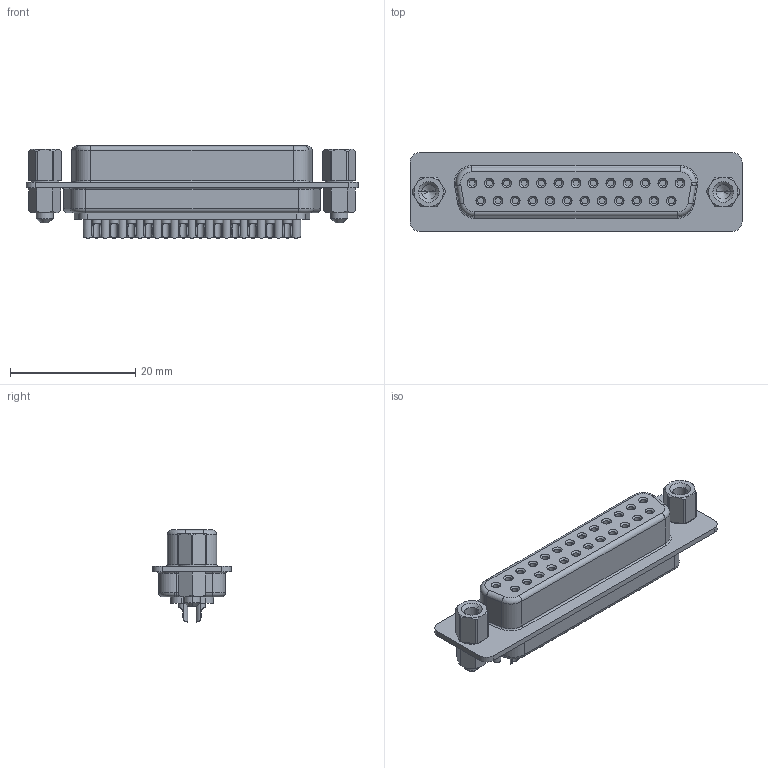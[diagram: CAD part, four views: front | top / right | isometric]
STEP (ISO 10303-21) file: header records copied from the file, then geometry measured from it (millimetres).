
FILE_DESCRIPTION (( 'STEP AP214' ), '1' );
FILE_NAME ('K85X-BA-25S-KJ_rA2.STEP', '2013-03-22T19:00:50', ( 'Daniel' ), ( 'Microsoft' ), 'SwSTEP 2.0', 'SolidWorks 2012', '' );
FILE_SCHEMA (( 'AUTOMOTIVE_DESIGN' ));
Length unit declared in the file: millimetre
Products named in the file (1): K85X-BA-25S-KJ_rA2
Bounding box: 53.04 x 12.55 x 14.7 mm (x, y, z)
Volume: 4468.7 mm3; surface area: 3566.7 mm2
Topology: 1 solids, 3 shells, 528 faces, 1270 edges, 805 vertices
Faces by surface type: cylinder 265, plane 155, cone 84, torus 24
Entity records: 18982 total; most frequent: CARTESIAN_POINT 4964, DIRECTION 2535, ORIENTED_EDGE 2532, EDGE_CURVE 1266, AXIS2_PLACEMENT_3D 976, VERTEX_POINT 805, EDGE_LOOP 593, LINE 583
